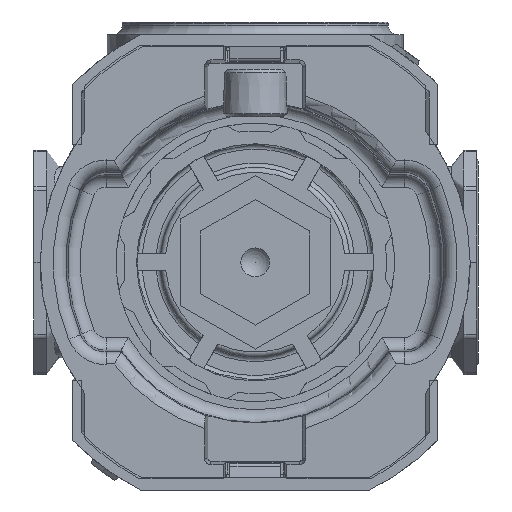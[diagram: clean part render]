
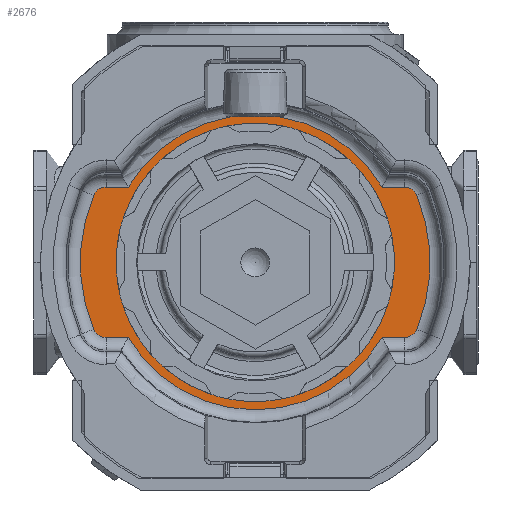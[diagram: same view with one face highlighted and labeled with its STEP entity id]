
A CAD part, front view. The second image highlights one B-rep face of the part: STEP entity #2676.
In plain terms, the highlighted planar face has unit normal (0, -1, 0).
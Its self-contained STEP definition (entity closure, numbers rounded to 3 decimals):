
#2676 = ADVANCED_FACE( '', ( #6057 ), #6058, .T. );
#6057 = FACE_OUTER_BOUND( '', #10344, .T. );
#6058 = PLANE( '', #10345 );
#10344 = EDGE_LOOP( '', ( #18017, #18018, #18019, #18020, #18021, #18022, #18023, #18024, #18025, #18026, #18027, #18028, #18029, #18030, #18031, #18032 ) );
#10345 = AXIS2_PLACEMENT_3D( '', #18033, #18034, #18035 );
#18017 = ORIENTED_EDGE( '', *, *, #27163, .F. );
#18018 = ORIENTED_EDGE( '', *, *, #27164, .T. );
#18019 = ORIENTED_EDGE( '', *, *, #27165, .F. );
#18020 = ORIENTED_EDGE( '', *, *, #27166, .T. );
#18021 = ORIENTED_EDGE( '', *, *, #26863, .T. );
#18022 = ORIENTED_EDGE( '', *, *, #24902, .T. );
#18023 = ORIENTED_EDGE( '', *, *, #24440, .T. );
#18024 = ORIENTED_EDGE( '', *, *, #25942, .F. );
#18025 = ORIENTED_EDGE( '', *, *, #26471, .T. );
#18026 = ORIENTED_EDGE( '', *, *, #27167, .T. );
#18027 = ORIENTED_EDGE( '', *, *, #24748, .T. );
#18028 = ORIENTED_EDGE( '', *, *, #26861, .F. );
#18029 = ORIENTED_EDGE( '', *, *, #27168, .F. );
#18030 = ORIENTED_EDGE( '', *, *, #27169, .F. );
#18031 = ORIENTED_EDGE( '', *, *, #27170, .F. );
#18032 = ORIENTED_EDGE( '', *, *, #26893, .T. );
#18033 = CARTESIAN_POINT( '', ( 0., 12., 0. ) );
#18034 = DIRECTION( '', ( 0., -1., 0. ) );
#18035 = DIRECTION( '', ( 0., 0., -1. ) );
#24440 = EDGE_CURVE( '', #29186, #29184, #29187, .T. );
#24748 = EDGE_CURVE( '', #29739, #29744, #29746, .T. );
#24902 = EDGE_CURVE( '', #30007, #29186, #30008, .T. );
#25942 = EDGE_CURVE( '', #31759, #29184, #31761, .T. );
#26471 = EDGE_CURVE( '', #31759, #32579, #32581, .T. );
#26861 = EDGE_CURVE( '', #33157, #29744, #33159, .T. );
#26863 = EDGE_CURVE( '', #33161, #30007, #33162, .T. );
#26893 = EDGE_CURVE( '', #33205, #33203, #33206, .T. );
#27163 = EDGE_CURVE( '', #33600, #33203, #33601, .T. );
#27164 = EDGE_CURVE( '', #33600, #33602, #33603, .T. );
#27165 = EDGE_CURVE( '', #33604, #33602, #33605, .T. );
#27166 = EDGE_CURVE( '', #33604, #33161, #33606, .T. );
#27167 = EDGE_CURVE( '', #32579, #29739, #33607, .T. );
#27168 = EDGE_CURVE( '', #33608, #33157, #33609, .T. );
#27169 = EDGE_CURVE( '', #33610, #33608, #33611, .T. );
#27170 = EDGE_CURVE( '', #33205, #33610, #33612, .T. );
#29184 = VERTEX_POINT( '', #36255 );
#29186 = VERTEX_POINT( '', #36257 );
#29187 = CIRCLE( '', #36258, 2.15 );
#29739 = VERTEX_POINT( '', #37161 );
#29744 = VERTEX_POINT( '', #37180 );
#29746 = LINE( '', #37182, #37183 );
#30007 = VERTEX_POINT( '', #37569 );
#30008 = CIRCLE( '', #37570, 27.65 );
#31759 = VERTEX_POINT( '', #40862 );
#31761 = LINE( '', #40864, #40865 );
#32579 = VERTEX_POINT( '', #42268 );
#32581 = LINE( '', #42283, #42284 );
#33157 = VERTEX_POINT( '', #43242 );
#33159 = LINE( '', #43244, #43245 );
#33161 = VERTEX_POINT( '', #43247 );
#33162 = CIRCLE( '', #43248, 2.15 );
#33203 = VERTEX_POINT( '', #43302 );
#33205 = VERTEX_POINT( '', #43304 );
#33206 = LINE( '', #43305, #43306 );
#33600 = VERTEX_POINT( '', #43914 );
#33601 = LINE( '', #43915, #43916 );
#33602 = VERTEX_POINT( '', #43917 );
#33603 = CIRCLE( '', #43918, 23.325 );
#33604 = VERTEX_POINT( '', #43919 );
#33605 = LINE( '', #43920, #43921 );
#33606 = LINE( '', #43922, #43923 );
#33607 = CIRCLE( '', #43924, 23.325 );
#33608 = VERTEX_POINT( '', #43925 );
#33609 = CIRCLE( '', #43926, 2.15 );
#33610 = VERTEX_POINT( '', #43927 );
#33611 = CIRCLE( '', #43928, 27.65 );
#33612 = CIRCLE( '', #43929, 2.15 );
#36255 = CARTESIAN_POINT( '', ( 23.559, 12., 11.908 ) );
#36257 = CARTESIAN_POINT( '', ( 25.545, 12., 10.581 ) );
#36258 = AXIS2_PLACEMENT_3D( '', #47412, #47413, #47414 );
#37161 = CARTESIAN_POINT( '', ( -20.067, 12., 11.89 ) );
#37180 = CARTESIAN_POINT( '', ( -23.559, 12., 11.89 ) );
#37182 = CARTESIAN_POINT( '', ( 23.559, 12., 11.89 ) );
#37183 = VECTOR( '', #47782, 1000. );
#37569 = CARTESIAN_POINT( '', ( 25.545, 12., -10.581 ) );
#37570 = AXIS2_PLACEMENT_3D( '', #47970, #47971, #47972 );
#40862 = CARTESIAN_POINT( '', ( 23.559, 12., 11.89 ) );
#40864 = CARTESIAN_POINT( '', ( 23.559, 12., 9.758 ) );
#40865 = VECTOR( '', #49424, 1000. );
#42268 = CARTESIAN_POINT( '', ( 20.067, 12., 11.89 ) );
#42283 = CARTESIAN_POINT( '', ( 23.559, 12., 11.89 ) );
#42284 = VECTOR( '', #50060, 1000. );
#43242 = CARTESIAN_POINT( '', ( -23.559, 12., 11.908 ) );
#43244 = CARTESIAN_POINT( '', ( -23.559, 12., 11.908 ) );
#43245 = VECTOR( '', #50534, 1000. );
#43247 = CARTESIAN_POINT( '', ( 23.559, 12., -11.908 ) );
#43248 = AXIS2_PLACEMENT_3D( '', #50535, #50536, #50537 );
#43302 = CARTESIAN_POINT( '', ( -23.559, 12., -11.89 ) );
#43304 = CARTESIAN_POINT( '', ( -23.559, 12., -11.908 ) );
#43305 = CARTESIAN_POINT( '', ( -23.559, 12., -11.908 ) );
#43306 = VECTOR( '', #50575, 1000. );
#43914 = CARTESIAN_POINT( '', ( -20.067, 12., -11.89 ) );
#43915 = CARTESIAN_POINT( '', ( 23.559, 12., -11.89 ) );
#43916 = VECTOR( '', #50920, 1000. );
#43917 = CARTESIAN_POINT( '', ( 20.067, 12., -11.89 ) );
#43918 = AXIS2_PLACEMENT_3D( '', #50921, #50922, #50923 );
#43919 = CARTESIAN_POINT( '', ( 23.559, 12., -11.89 ) );
#43920 = CARTESIAN_POINT( '', ( 23.559, 12., -11.89 ) );
#43921 = VECTOR( '', #50924, 1000. );
#43922 = CARTESIAN_POINT( '', ( 23.559, 12., -9.758 ) );
#43923 = VECTOR( '', #50925, 1000. );
#43924 = AXIS2_PLACEMENT_3D( '', #50926, #50927, #50928 );
#43925 = CARTESIAN_POINT( '', ( -25.545, 12., 10.581 ) );
#43926 = AXIS2_PLACEMENT_3D( '', #50929, #50930, #50931 );
#43927 = CARTESIAN_POINT( '', ( -25.545, 12., -10.581 ) );
#43928 = AXIS2_PLACEMENT_3D( '', #50932, #50933, #50934 );
#43929 = AXIS2_PLACEMENT_3D( '', #50935, #50936, #50937 );
#47412 = CARTESIAN_POINT( '', ( 23.559, 12., 9.758 ) );
#47413 = DIRECTION( '', ( 0., -1., 0. ) );
#47414 = DIRECTION( '', ( 0., 0., -1. ) );
#47782 = DIRECTION( '', ( -1., 0., 0. ) );
#47970 = CARTESIAN_POINT( '', ( 0., 12., 0. ) );
#47971 = DIRECTION( '', ( 0., -1., 0. ) );
#47972 = DIRECTION( '', ( 0., 0., -1. ) );
#49424 = DIRECTION( '', ( 0., 0., 1. ) );
#50060 = DIRECTION( '', ( -1., 0., 0. ) );
#50534 = DIRECTION( '', ( 0., 0., -1. ) );
#50535 = CARTESIAN_POINT( '', ( 23.559, 12., -9.758 ) );
#50536 = DIRECTION( '', ( 0., -1., 0. ) );
#50537 = DIRECTION( '', ( 0., 0., -1. ) );
#50575 = DIRECTION( '', ( 0., 0., 1. ) );
#50920 = DIRECTION( '', ( -1., 0., 0. ) );
#50921 = CARTESIAN_POINT( '', ( 0., 12., 0. ) );
#50922 = DIRECTION( '', ( 0., -1., 0. ) );
#50923 = DIRECTION( '', ( 0., 0., -1. ) );
#50924 = DIRECTION( '', ( -1., 0., 0. ) );
#50925 = DIRECTION( '', ( 0., 0., -1. ) );
#50926 = CARTESIAN_POINT( '', ( 0., 12., 0. ) );
#50927 = DIRECTION( '', ( 0., -1., 0. ) );
#50928 = DIRECTION( '', ( 0., 0., -1. ) );
#50929 = CARTESIAN_POINT( '', ( -23.559, 12., 9.758 ) );
#50930 = DIRECTION( '', ( 0., 1., 0. ) );
#50931 = DIRECTION( '', ( 0., 0., 1. ) );
#50932 = CARTESIAN_POINT( '', ( 0., 12., 0. ) );
#50933 = DIRECTION( '', ( 0., 1., 0. ) );
#50934 = DIRECTION( '', ( 0., 0., 1. ) );
#50935 = CARTESIAN_POINT( '', ( -23.559, 12., -9.758 ) );
#50936 = DIRECTION( '', ( 0., 1., 0. ) );
#50937 = DIRECTION( '', ( 0., 0., 1. ) );
